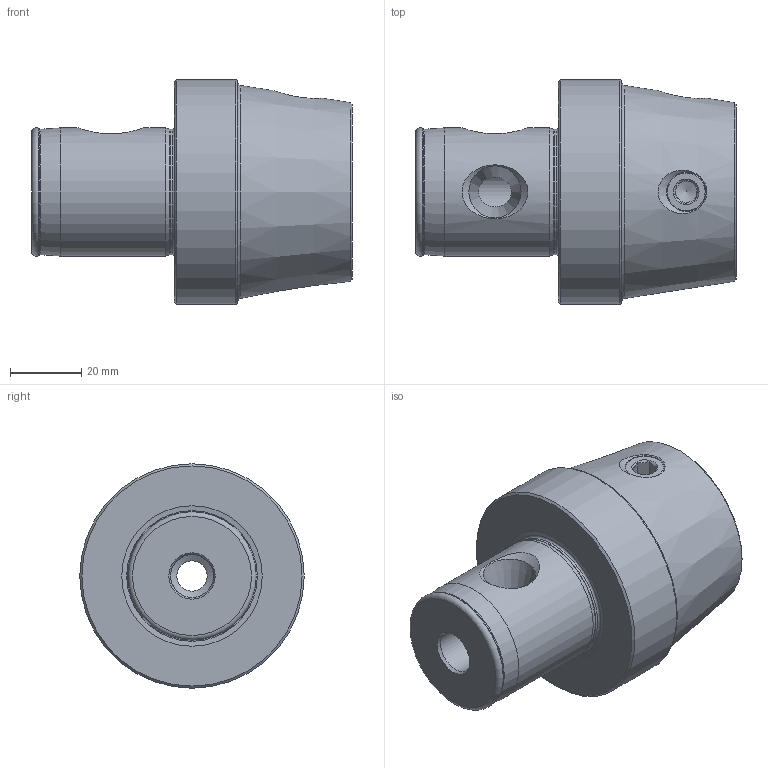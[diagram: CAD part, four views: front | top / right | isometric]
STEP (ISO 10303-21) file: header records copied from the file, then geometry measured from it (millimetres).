
FILE_DESCRIPTION (( 'STEP AP214' ), '1' );
FILE_NAME ('WH6.WH5.K01.050.STEP', '2020-08-17T14:13:32', ( '' ), ( '' ), 'SwSTEP 2.0', 'SolidWorks 2017', '' );
FILE_SCHEMA (( 'AUTOMOTIVE_DESIGN' ));
Length unit declared in the file: millimetre
Products named in the file (3): WH6-WH5.K01.050_B; WH6.WH5.K01.050; WH5-ER1.001.017
Assembly tree (3 placements, depth 2):
  WH6.WH5.K01.050
    WH6-WH5.K01.050_B
    WH5-ER1.001.017  x2
Bounding box: 90 x 63 x 63 mm (x, y, z)
Volume: 145923.9 mm3; surface area: 25936.5 mm2
Topology: 3 solids, 3 shells, 81 faces, 187 edges, 111 vertices
Faces by surface type: plane 32, cone 25, cylinder 13, torus 11
Full cylindrical faces by diameter (mm): 6 x2, 8.5 x1, 11 x2, 12 x3, 28 x1, 29 x1, 35.3 x1, 36 x1, 63 x1
Entity records: 2189 total; most frequent: CARTESIAN_POINT 936, DIRECTION 246, ORIENTED_EDGE 160, AXIS2_PLACEMENT_3D 114, EDGE_LOOP 114, FACE_OUTER_BOUND 81, EDGE_CURVE 80, VERTEX_POINT 68
